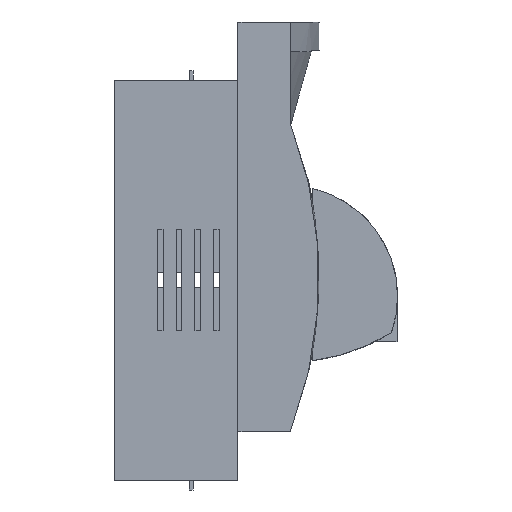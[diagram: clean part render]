
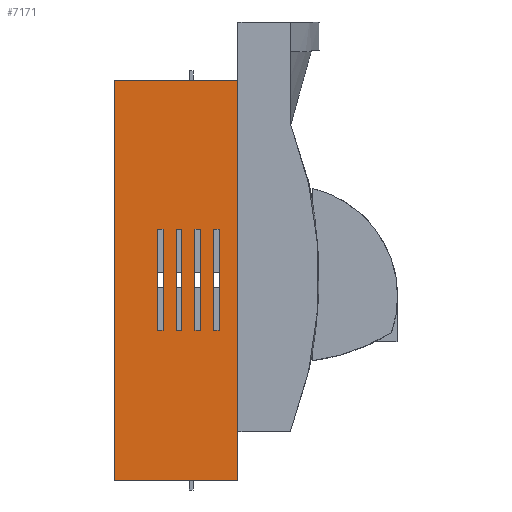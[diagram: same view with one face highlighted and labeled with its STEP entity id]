
A CAD part, left-side view. The second image highlights one B-rep face of the part: STEP entity #7171.
In plain terms, the highlighted face is planar.
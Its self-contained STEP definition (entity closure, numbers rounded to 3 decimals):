
#293=LINE('',#10992,#1196);
#294=LINE('',#10995,#1197);
#295=LINE('',#10997,#1198);
#296=LINE('',#10999,#1199);
#297=LINE('',#11000,#1200);
#298=LINE('',#11003,#1201);
#299=LINE('',#11005,#1202);
#300=LINE('',#11007,#1203);
#301=LINE('',#11008,#1204);
#302=LINE('',#11011,#1205);
#303=LINE('',#11013,#1206);
#304=LINE('',#11015,#1207);
#305=LINE('',#11016,#1208);
#306=LINE('',#11019,#1209);
#307=LINE('',#11021,#1210);
#308=LINE('',#11023,#1211);
#309=LINE('',#11024,#1212);
#310=LINE('',#11027,#1213);
#311=LINE('',#11029,#1214);
#312=LINE('',#11031,#1215);
#1196=VECTOR('',#8980,1000.);
#1197=VECTOR('',#8981,1000.);
#1198=VECTOR('',#8982,1000.);
#1199=VECTOR('',#8983,1000.);
#1200=VECTOR('',#8984,1000.);
#1201=VECTOR('',#8985,1000.);
#1202=VECTOR('',#8986,1000.);
#1203=VECTOR('',#8987,1000.);
#1204=VECTOR('',#8988,1000.);
#1205=VECTOR('',#8989,1000.);
#1206=VECTOR('',#8990,1000.);
#1207=VECTOR('',#8991,1000.);
#1208=VECTOR('',#8992,1000.);
#1209=VECTOR('',#8993,1000.);
#1210=VECTOR('',#8994,1000.);
#1211=VECTOR('',#8995,1000.);
#1212=VECTOR('',#8996,1000.);
#1213=VECTOR('',#8997,1000.);
#1214=VECTOR('',#8998,1000.);
#1215=VECTOR('',#8999,1000.);
#2141=ORIENTED_EDGE('',*,*,#4219,.F.);
#2142=ORIENTED_EDGE('',*,*,#4220,.F.);
#2143=ORIENTED_EDGE('',*,*,#4221,.T.);
#2144=ORIENTED_EDGE('',*,*,#4222,.T.);
#2145=ORIENTED_EDGE('',*,*,#4223,.F.);
#2146=ORIENTED_EDGE('',*,*,#4224,.F.);
#2147=ORIENTED_EDGE('',*,*,#4225,.F.);
#2148=ORIENTED_EDGE('',*,*,#4226,.F.);
#2149=ORIENTED_EDGE('',*,*,#4227,.F.);
#2150=ORIENTED_EDGE('',*,*,#4228,.F.);
#2151=ORIENTED_EDGE('',*,*,#4229,.F.);
#2152=ORIENTED_EDGE('',*,*,#4230,.F.);
#2153=ORIENTED_EDGE('',*,*,#4231,.F.);
#2154=ORIENTED_EDGE('',*,*,#4232,.F.);
#2155=ORIENTED_EDGE('',*,*,#4233,.F.);
#2156=ORIENTED_EDGE('',*,*,#4234,.F.);
#2157=ORIENTED_EDGE('',*,*,#4235,.F.);
#2158=ORIENTED_EDGE('',*,*,#4236,.F.);
#2159=ORIENTED_EDGE('',*,*,#4237,.F.);
#2160=ORIENTED_EDGE('',*,*,#4238,.F.);
#4219=EDGE_CURVE('',#5255,#5256,#293,.T.);
#4220=EDGE_CURVE('',#5257,#5255,#294,.T.);
#4221=EDGE_CURVE('',#5257,#5258,#295,.T.);
#4222=EDGE_CURVE('',#5258,#5256,#296,.T.);
#4223=EDGE_CURVE('',#5259,#5260,#297,.T.);
#4224=EDGE_CURVE('',#5261,#5259,#298,.T.);
#4225=EDGE_CURVE('',#5262,#5261,#299,.T.);
#4226=EDGE_CURVE('',#5260,#5262,#300,.T.);
#4227=EDGE_CURVE('',#5263,#5264,#301,.T.);
#4228=EDGE_CURVE('',#5265,#5263,#302,.T.);
#4229=EDGE_CURVE('',#5266,#5265,#303,.T.);
#4230=EDGE_CURVE('',#5264,#5266,#304,.T.);
#4231=EDGE_CURVE('',#5267,#5268,#305,.T.);
#4232=EDGE_CURVE('',#5269,#5267,#306,.T.);
#4233=EDGE_CURVE('',#5270,#5269,#307,.T.);
#4234=EDGE_CURVE('',#5268,#5270,#308,.T.);
#4235=EDGE_CURVE('',#5271,#5272,#309,.T.);
#4236=EDGE_CURVE('',#5273,#5271,#310,.T.);
#4237=EDGE_CURVE('',#5274,#5273,#311,.T.);
#4238=EDGE_CURVE('',#5272,#5274,#312,.T.);
#5255=VERTEX_POINT('',#10993);
#5256=VERTEX_POINT('',#10994);
#5257=VERTEX_POINT('',#10996);
#5258=VERTEX_POINT('',#10998);
#5259=VERTEX_POINT('',#11001);
#5260=VERTEX_POINT('',#11002);
#5261=VERTEX_POINT('',#11004);
#5262=VERTEX_POINT('',#11006);
#5263=VERTEX_POINT('',#11009);
#5264=VERTEX_POINT('',#11010);
#5265=VERTEX_POINT('',#11012);
#5266=VERTEX_POINT('',#11014);
#5267=VERTEX_POINT('',#11017);
#5268=VERTEX_POINT('',#11018);
#5269=VERTEX_POINT('',#11020);
#5270=VERTEX_POINT('',#11022);
#5271=VERTEX_POINT('',#11025);
#5272=VERTEX_POINT('',#11026);
#5273=VERTEX_POINT('',#11028);
#5274=VERTEX_POINT('',#11030);
#5982=EDGE_LOOP('',(#2141,#2142,#2143,#2144));
#5983=EDGE_LOOP('',(#2145,#2146,#2147,#2148));
#5984=EDGE_LOOP('',(#2149,#2150,#2151,#2152));
#5985=EDGE_LOOP('',(#2153,#2154,#2155,#2156));
#5986=EDGE_LOOP('',(#2157,#2158,#2159,#2160));
#6439=FACE_BOUND('',#5982,.T.);
#6440=FACE_BOUND('',#5983,.T.);
#6441=FACE_BOUND('',#5984,.T.);
#6442=FACE_BOUND('',#5985,.T.);
#6443=FACE_BOUND('',#5986,.T.);
#6860=PLANE('',#8309);
#7171=ADVANCED_FACE('',(#6439,#6440,#6441,#6442,#6443),#6860,.T.);
#8309=AXIS2_PLACEMENT_3D('',#10991,#8978,#8979);
#8978=DIRECTION('',(0.,0.,1.));
#8979=DIRECTION('',(1.,0.,0.));
#8980=DIRECTION('',(1.,0.,0.));
#8981=DIRECTION('',(0.,1.,0.));
#8982=DIRECTION('',(1.,0.,0.));
#8983=DIRECTION('',(0.,1.,0.));
#8984=DIRECTION('',(1.,0.,0.));
#8985=DIRECTION('',(0.,-1.,0.));
#8986=DIRECTION('',(-1.,0.,0.));
#8987=DIRECTION('',(0.,1.,0.));
#8988=DIRECTION('',(1.,0.,0.));
#8989=DIRECTION('',(0.,-1.,0.));
#8990=DIRECTION('',(-1.,0.,0.));
#8991=DIRECTION('',(0.,1.,0.));
#8992=DIRECTION('',(1.,0.,0.));
#8993=DIRECTION('',(0.,-1.,0.));
#8994=DIRECTION('',(-1.,0.,0.));
#8995=DIRECTION('',(0.,1.,0.));
#8996=DIRECTION('',(1.,0.,0.));
#8997=DIRECTION('',(0.,-1.,0.));
#8998=DIRECTION('',(-1.,0.,0.));
#8999=DIRECTION('',(0.,1.,0.));
#10991=CARTESIAN_POINT('',(0.,-214.,92.));
#10992=CARTESIAN_POINT('',(0.,0.,92.));
#10993=CARTESIAN_POINT('',(0.,0.,92.));
#10994=CARTESIAN_POINT('',(66.,0.,92.));
#10995=CARTESIAN_POINT('',(0.,-214.,92.));
#10996=CARTESIAN_POINT('',(0.,-214.,92.));
#10997=CARTESIAN_POINT('',(0.,-214.,92.));
#10998=CARTESIAN_POINT('',(66.,-214.,92.));
#10999=CARTESIAN_POINT('',(66.,-214.,92.));
#11000=CARTESIAN_POINT('',(53.,-133.67,92.));
#11001=CARTESIAN_POINT('',(53.,-133.67,92.));
#11002=CARTESIAN_POINT('',(56.,-133.67,92.));
#11003=CARTESIAN_POINT('',(53.,-79.67,92.));
#11004=CARTESIAN_POINT('',(53.,-79.67,92.));
#11005=CARTESIAN_POINT('',(56.,-79.67,92.));
#11006=CARTESIAN_POINT('',(56.,-79.67,92.));
#11007=CARTESIAN_POINT('',(56.,-133.67,92.));
#11008=CARTESIAN_POINT('',(23.,-133.67,92.));
#11009=CARTESIAN_POINT('',(23.,-133.67,92.));
#11010=CARTESIAN_POINT('',(26.,-133.67,92.));
#11011=CARTESIAN_POINT('',(23.,-79.67,92.));
#11012=CARTESIAN_POINT('',(23.,-79.67,92.));
#11013=CARTESIAN_POINT('',(26.,-79.67,92.));
#11014=CARTESIAN_POINT('',(26.,-79.67,92.));
#11015=CARTESIAN_POINT('',(26.,-133.67,92.));
#11016=CARTESIAN_POINT('',(33.,-133.67,92.));
#11017=CARTESIAN_POINT('',(33.,-133.67,92.));
#11018=CARTESIAN_POINT('',(36.,-133.67,92.));
#11019=CARTESIAN_POINT('',(33.,-79.67,92.));
#11020=CARTESIAN_POINT('',(33.,-79.67,92.));
#11021=CARTESIAN_POINT('',(36.,-79.67,92.));
#11022=CARTESIAN_POINT('',(36.,-79.67,92.));
#11023=CARTESIAN_POINT('',(36.,-133.67,92.));
#11024=CARTESIAN_POINT('',(43.,-133.67,92.));
#11025=CARTESIAN_POINT('',(43.,-133.67,92.));
#11026=CARTESIAN_POINT('',(46.,-133.67,92.));
#11027=CARTESIAN_POINT('',(43.,-79.67,92.));
#11028=CARTESIAN_POINT('',(43.,-79.67,92.));
#11029=CARTESIAN_POINT('',(46.,-79.67,92.));
#11030=CARTESIAN_POINT('',(46.,-79.67,92.));
#11031=CARTESIAN_POINT('',(46.,-133.67,92.));
